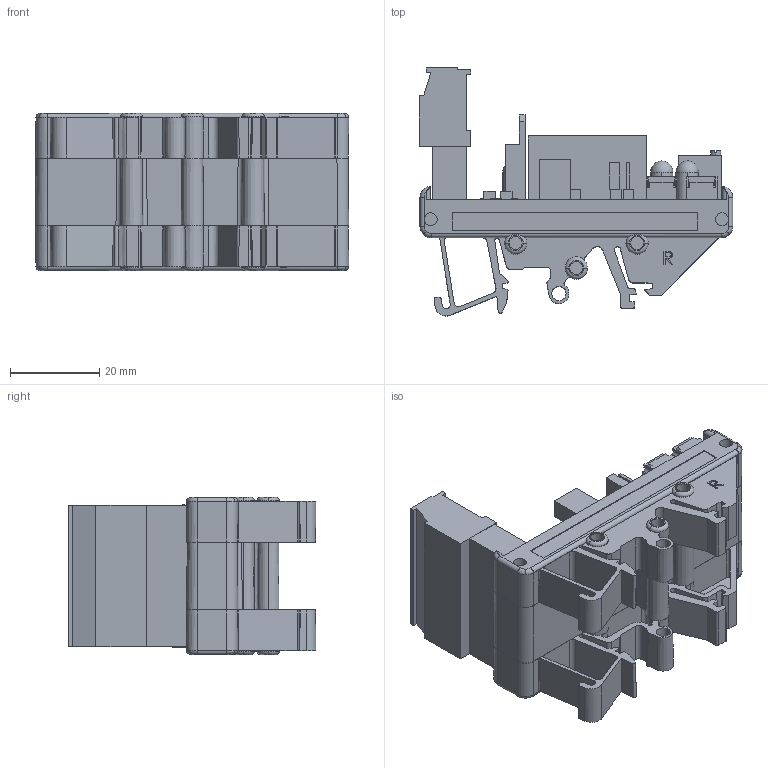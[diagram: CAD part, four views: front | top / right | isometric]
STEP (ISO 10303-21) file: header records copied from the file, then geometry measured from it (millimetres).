
FILE_DESCRIPTION (( 'STEP AP203' ), '1' );
FILE_NAME ('PCB-2600B.STEP', '2016-08-08T02:29:32', ( '' ), ( '' ), 'SwSTEP 2.0', 'SolidWorks 2012', '' );
FILE_SCHEMA (( 'CONFIG_CONTROL_DESIGN' ));
Products named in the file (1): PCB-2600B
Bounding box: 70.16 x 55.5 x 35.2 mm (x, y, z)
Volume: 31464.8 mm3; surface area: 28972 mm2
Topology: 5 solids, 5 shells, 1713 faces, 4514 edges, 2962 vertices
Faces by surface type: plane 1050, cylinder 276, bspline 227, cone 121, torus 36, sphere 3
Entity records: 64997 total; most frequent: CARTESIAN_POINT 24873, ORIENTED_EDGE 8962, DIRECTION 7157, EDGE_CURVE 4481, LINE 3075, VECTOR 3075, VERTEX_POINT 2956, AXIS2_PLACEMENT_3D 2041
